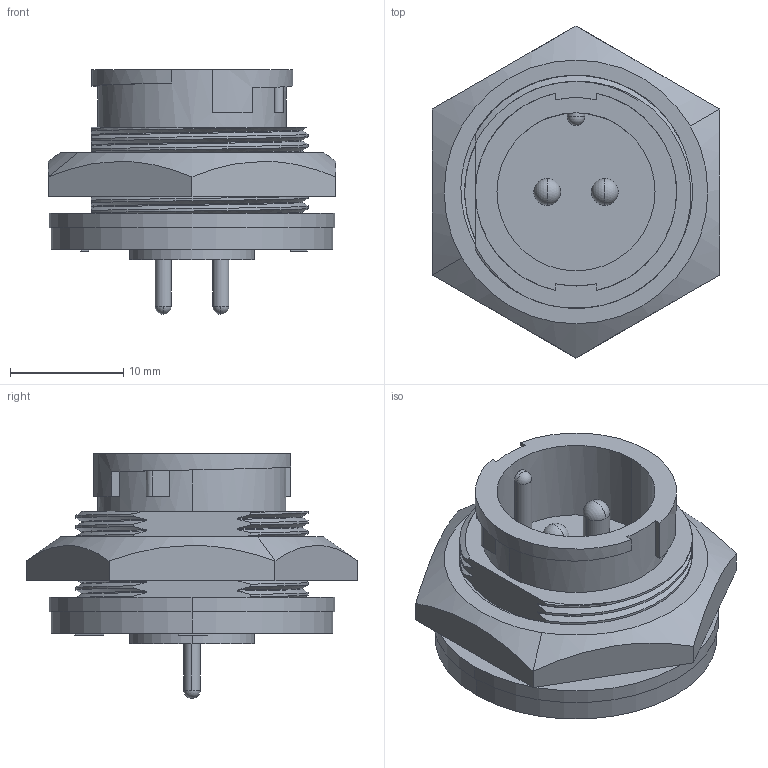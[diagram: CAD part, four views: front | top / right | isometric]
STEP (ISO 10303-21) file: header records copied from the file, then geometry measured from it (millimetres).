
FILE_DESCRIPTION (( 'STEP AP203' ), '1' );
FILE_NAME ('4181-2PG-300.STEP', '2014-02-18T21:27:12', ( 'J0FPBF1' ), ( '' ), 'SwSTEP 2.0', 'SolidWorks 2012', '' );
FILE_SCHEMA (( 'CONFIG_CONTROL_DESIGN' ));
Length unit declared in the file: inch
Products named in the file (1): 4181-2PG-300
Bounding box: 25.4 x 29.33 x 21.62 mm (x, y, z)
Volume: 4921.5 mm3; surface area: 3961.1 mm2
Topology: 2 solids, 2 shells, 228 faces, 636 edges, 418 vertices
Faces by surface type: bspline 104, plane 59, cylinder 54, sphere 9, cone 2
Entity records: 15980 total; most frequent: CARTESIAN_POINT 10993, ORIENTED_EDGE 1252, DIRECTION 663, EDGE_CURVE 626, VERTEX_POINT 417, VECTOR 263, LINE 263, EDGE_LOOP 245
